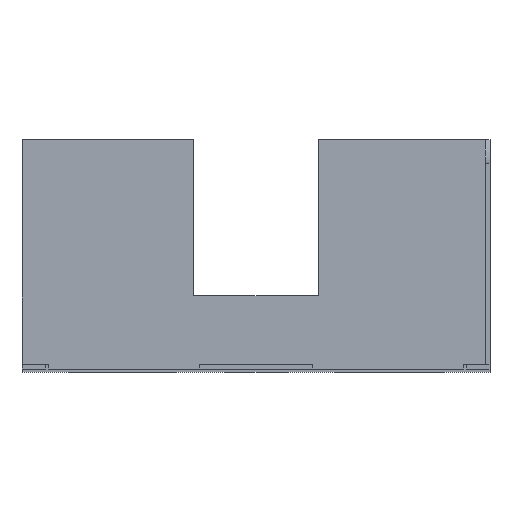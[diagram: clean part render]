
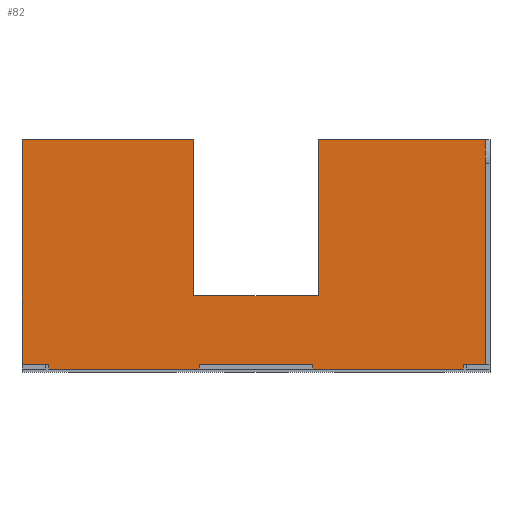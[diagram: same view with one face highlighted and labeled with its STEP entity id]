
A CAD part, left-side view. The second image highlights one B-rep face of the part: STEP entity #82.
In plain terms, the highlighted planar face has unit normal (-1, 0, 0).
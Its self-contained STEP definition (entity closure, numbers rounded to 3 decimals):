
#82=ADVANCED_FACE('',(#353),#355,.T.);
#353=FACE_BOUND('',#354,.T.);
#354=EDGE_LOOP('',(#934,#935,#936,#937,#938,#939,#940,#941));
#355=PLANE('',#356);
#356=AXIS2_PLACEMENT_3D('',#357,#358,#359);
#357=CARTESIAN_POINT('',(147.,150.,2.));
#358=DIRECTION('',(-1.,0.,0.));
#359=DIRECTION('',(0.,-1.,0.));
#934=ORIENTED_EDGE('',*,*,#1320,.F.);
#935=ORIENTED_EDGE('',*,*,#1321,.F.);
#936=ORIENTED_EDGE('',*,*,#1322,.F.);
#937=ORIENTED_EDGE('',*,*,#1323,.F.);
#938=ORIENTED_EDGE('',*,*,#1324,.T.);
#939=ORIENTED_EDGE('',*,*,#1325,.F.);
#940=ORIENTED_EDGE('',*,*,#1297,.F.);
#941=ORIENTED_EDGE('',*,*,#1207,.T.);
#1207=EDGE_CURVE('',#1468,#1466,#1469,.T.);
#1297=EDGE_CURVE('',#1468,#1628,#1629,.T.);
#1320=EDGE_CURVE('',#1661,#1466,#1663,.T.);
#1321=EDGE_CURVE('',#1664,#1661,#1665,.T.);
#1322=EDGE_CURVE('',#1666,#1664,#1667,.T.);
#1323=EDGE_CURVE('',#1668,#1666,#1669,.T.);
#1324=EDGE_CURVE('',#1668,#1670,#1671,.T.);
#1325=EDGE_CURVE('',#1628,#1670,#1672,.T.);
#1466=VERTEX_POINT('',#1907);
#1468=VERTEX_POINT('',#1911);
#1469=LINE('',#1912,#1913);
#1628=VERTEX_POINT('',#2252);
#1629=LINE('',#2253,#2254);
#1661=VERTEX_POINT('',#2329);
#1663=LINE('',#2334,#2335);
#1664=VERTEX_POINT('',#2337);
#1665=LINE('',#2338,#2339);
#1666=VERTEX_POINT('',#2341);
#1667=LINE('',#2342,#2343);
#1668=VERTEX_POINT('',#2345);
#1669=LINE('',#2346,#2347);
#1670=VERTEX_POINT('',#2349);
#1671=LINE('',#2350,#2351);
#1672=LINE('',#2353,#2354);
#1907=CARTESIAN_POINT('',(147.,-147.,2.));
#1911=CARTESIAN_POINT('',(147.,150.,2.));
#1912=CARTESIAN_POINT('',(147.,150.,2.));
#1913=VECTOR('',#1914,1.);
#1914=DIRECTION('',(0.,-1.,0.));
#2252=CARTESIAN_POINT('',(147.,150.,149.));
#2253=CARTESIAN_POINT('',(147.,150.,2.));
#2254=VECTOR('',#2255,1.);
#2255=DIRECTION('',(0.,0.,1.));
#2329=CARTESIAN_POINT('',(147.,-147.,149.));
#2334=CARTESIAN_POINT('',(147.,-147.,149.));
#2335=VECTOR('',#2336,1.);
#2336=DIRECTION('',(0.,0.,-1.));
#2337=CARTESIAN_POINT('',(147.,-40.,149.));
#2338=CARTESIAN_POINT('',(147.,-40.,149.));
#2339=VECTOR('',#2340,1.);
#2340=DIRECTION('',(0.,-1.,0.));
#2341=CARTESIAN_POINT('',(147.,-40.,49.));
#2342=CARTESIAN_POINT('',(147.,-40.,49.));
#2343=VECTOR('',#2344,1.);
#2344=DIRECTION('',(0.,0.,1.));
#2345=CARTESIAN_POINT('',(147.,40.,49.));
#2346=CARTESIAN_POINT('',(147.,40.,49.));
#2347=VECTOR('',#2348,1.);
#2348=DIRECTION('',(0.,-1.,0.));
#2349=CARTESIAN_POINT('',(147.,40.,149.));
#2350=CARTESIAN_POINT('',(147.,40.,49.));
#2351=VECTOR('',#2352,1.);
#2352=DIRECTION('',(0.,0.,1.));
#2353=CARTESIAN_POINT('',(147.,150.,149.));
#2354=VECTOR('',#2355,1.);
#2355=DIRECTION('',(0.,-1.,0.));
